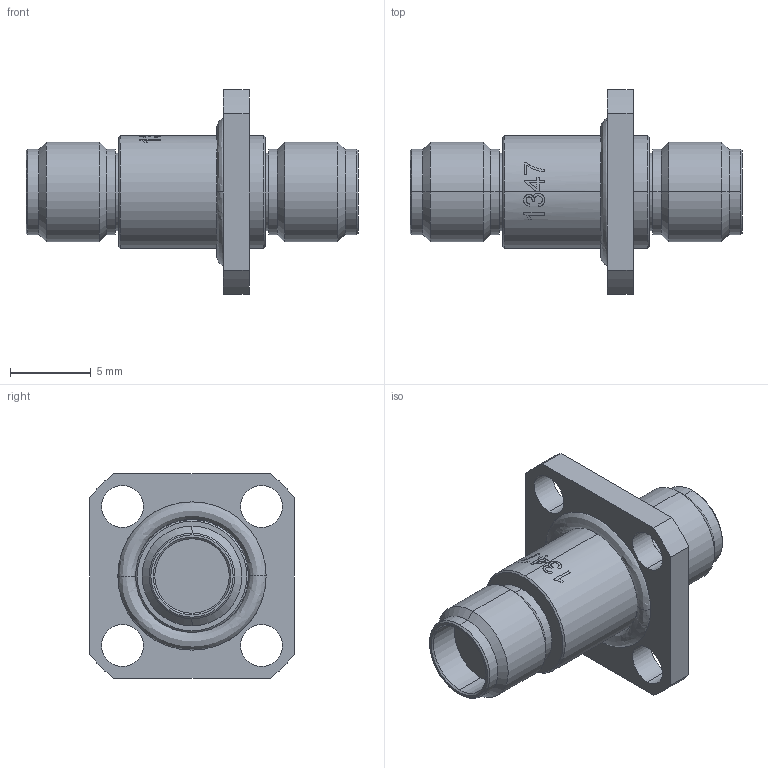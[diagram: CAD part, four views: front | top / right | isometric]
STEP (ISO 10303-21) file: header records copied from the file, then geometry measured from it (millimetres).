
FILE_DESCRIPTION (( 'STEP AP214' ), '1' );
FILE_NAME ('PE1347_3D.STEP', '2022-12-12T18:31:56', ( '' ), ( '' ), 'SwSTEP 2.0', 'SolidWorks 2022', '' );
FILE_SCHEMA (( 'AUTOMOTIVE_DESIGN' ));
Length unit declared in the file: inch
Products named in the file (3): PE1347_3D; Copy of ADS-K8K8-P4-GB^PE1346; Copy of SMA8105-4^PE1346
Assembly tree (2 placements, depth 2):
  PE1347_3D
    Copy of ADS-K8K8-P4-GB^PE1346
    Copy of SMA8105-4^PE1346
Bounding box: 20.6 x 12.7 x 12.7 mm (x, y, z)
Volume: 757.9 mm3; surface area: 980.5 mm2
Topology: 2 solids, 2 shells, 128 faces, 304 edges, 192 vertices
Faces by surface type: cylinder 43, plane 37, bspline 28, cone 20
Entity records: 5196 total; most frequent: CARTESIAN_POINT 2235, ORIENTED_EDGE 608, DIRECTION 554, EDGE_CURVE 304, AXIS2_PLACEMENT_3D 223, VERTEX_POINT 192, EDGE_LOOP 150, ADVANCED_FACE 128
